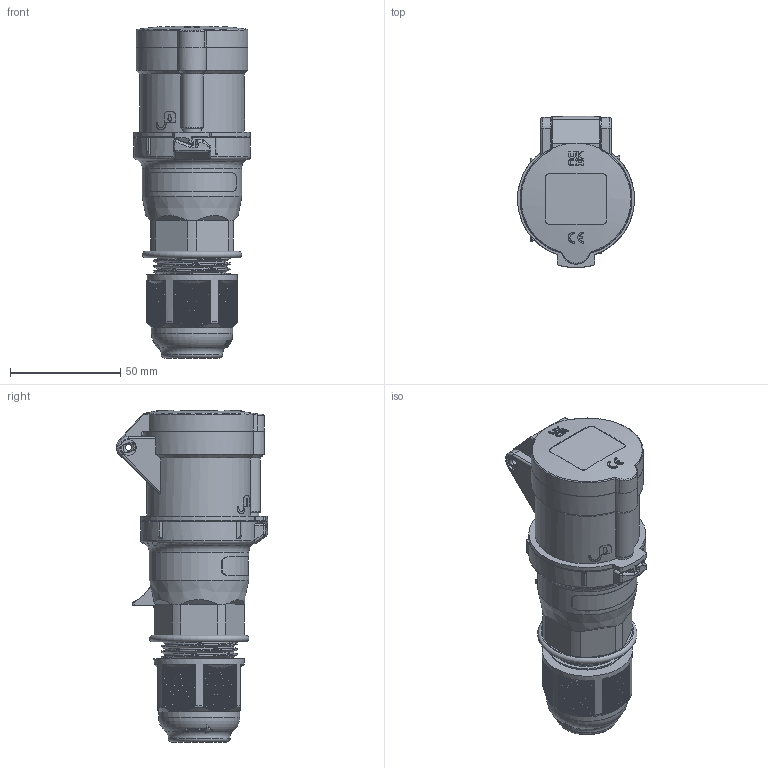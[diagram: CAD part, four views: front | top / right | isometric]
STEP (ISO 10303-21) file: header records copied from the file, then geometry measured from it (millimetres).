
FILE_DESCRIPTION(/* description */ (''),/* implementation_level */ '2;1');
FILE_NAME(/* name */ '3126.stp',/* time_stamp */ '2023-09-14T15:57:59+02:00',/* author */ ('massmann'),/* organization */ (''),/* preprocessor_version */ 'ST-DEVELOPER v17',/* originating_system */ 'Autodesk Inventor 2018',/* authorisation */ '');
FILE_SCHEMA (('AUTOMOTIVE_DESIGN { 1 0 10303 214 3 1 1 }'));
Length unit declared in the file: millimetre
Products named in the file (1): 3126
Bounding box: 53 x 68.5 x 150.43 mm (x, y, z)
Volume: 234293.1 mm3; surface area: 33675.7 mm2
Topology: 1 solids, 1 shells, 922 faces, 2668 edges, 1755 vertices
Faces by surface type: plane 578, cylinder 157, bspline 92, torus 50, cone 29, sphere 16
Full cylindrical faces by diameter (mm): 1.1 x3, 4.3 x3, 7 x2, 19 x1, 31.291 x2, 34.5 x2, 36.8 x1, 41 x1, 45.12 x1, 53 x1
Entity records: 38552 total; most frequent: CARTESIAN_POINT 15768, ORIENTED_EDGE 5314, DIRECTION 3889, EDGE_CURVE 2657, VERTEX_POINT 1755, AXIS2_PLACEMENT_3D 1467, EDGE_LOOP 977, LINE 955
